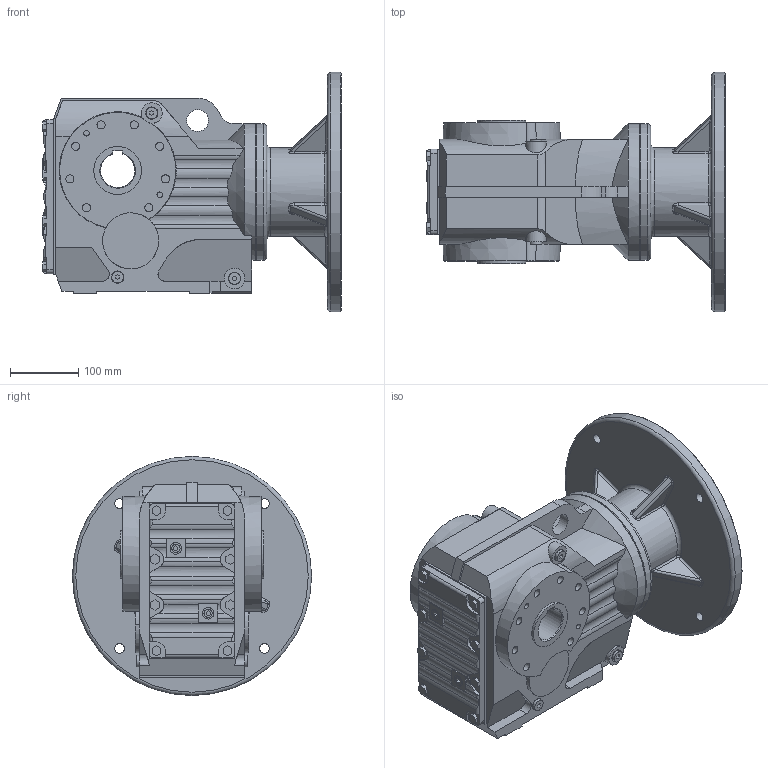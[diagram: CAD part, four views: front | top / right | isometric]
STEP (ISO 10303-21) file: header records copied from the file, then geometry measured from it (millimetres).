
FILE_DESCRIPTION(('STEP AP203'), '1');
FILE_NAME('凎劌膷闉 岍77 AM160', '', ('UNSPECIFIED'), ('UNSPECIFIED'), 'ASCON STEP Converter 1.3', 'ASCON Math Kernel', '');
FILE_SCHEMA(('CONFIG_CONTROL_DESIGN'));
Length unit declared in the file: millimetre
Products named in the file (13): Verschlussbohrungen B-Seite; Verschlussbohrungen B-Seite_1; Verschlussbohrungen B-Seite_2; Verschlussbohrungen B-Seite_3; Verschlussbohrungen B-Seite_4; Verschlussbohrungen B-Seite_5; Verschlussbohrungen B-Seite_6; Verschlussbohrungen B-Seite_7; Verschlussbohrungen B-Seite_8; Verschlussbohrungen B-Seite_9; Verschlussbohrungen B-Seite_10
Assembly tree (12 placements, depth 2):
  (unnamed)
    Verschlussbohrungen B-Seite
    Verschlussbohrungen B-Seite_1
    Verschlussbohrungen B-Seite_2
    Verschlussbohrungen B-Seite_3
    Verschlussbohrungen B-Seite_4
    Verschlussbohrungen B-Seite_5
    Verschlussbohrungen B-Seite_6
    Verschlussbohrungen B-Seite_7
    Verschlussbohrungen B-Seite_8
    Verschlussbohrungen B-Seite_9
    Verschlussbohrungen B-Seite_10
    (unnamed)
Bounding box: 436.5 x 350 x 350 mm (x, y, z)
Volume: 14815893.7 mm3; surface area: 927792.5 mm2
Topology: 12 solids, 12 shells, 609 faces, 1465 edges, 944 vertices
Faces by surface type: plane 359, cylinder 189, bspline 28, cone 26, torus 7
Full cylindrical faces by diameter (mm): 8 x4, 11 x4, 12 x18, 14 x4, 16 x4, 17 x8, 18 x6, 30 x2, 32 x1, 70 x2, 90 x1, 100 x1, 110 x3, 111 x1, 114 x1, 130 x2, 132 x1, 200 x2, 248 x1, 250 x1, 350 x1
Entity records: 29732 total; most frequent: CARTESIAN_POINT 10579, ORIENTED_EDGE 2756, DIRECTION 2644, EDGE_CURVE 1378, VERTEX_POINT 944, AXIS2_PLACEMENT_3D 898, LINE 848, VECTOR 848
